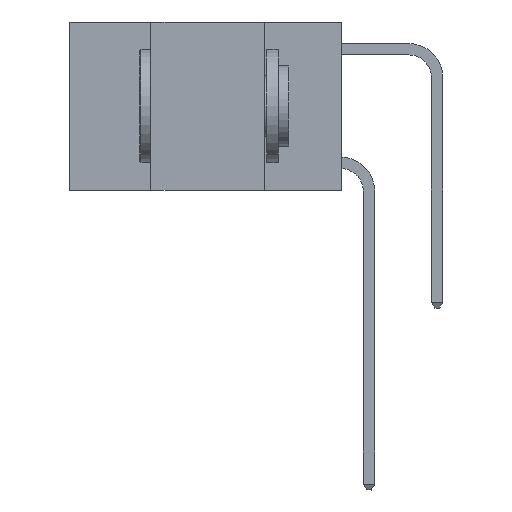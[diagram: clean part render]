
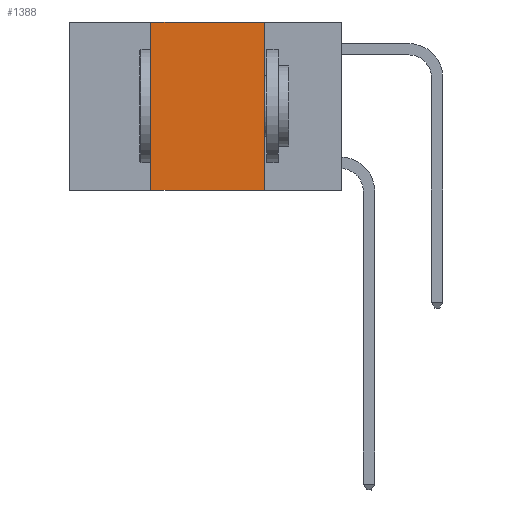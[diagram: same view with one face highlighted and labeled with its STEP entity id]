
A CAD part, left-side view. The second image highlights one B-rep face of the part: STEP entity #1388.
In plain terms, the highlighted planar face has unit normal (-1, 0, 0).
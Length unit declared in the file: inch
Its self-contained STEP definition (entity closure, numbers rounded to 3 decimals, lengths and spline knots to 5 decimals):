
#598 = VERTEX_POINT ( 'NONE', #9169 ) ;
#663 = ORIENTED_EDGE ( 'NONE', *, *, #9936, .F. ) ;
#957 = DIRECTION ( 'NONE',  ( 0., 0., -1. ) ) ;
#1164 = VECTOR ( 'NONE', #6727, 39.37008 ) ;
#1231 = LINE ( 'NONE', #6496, #4087 ) ;
#1371 = DIRECTION ( 'NONE',  ( 0., -1., 0. ) ) ;
#1388 = ADVANCED_FACE ( 'NONE', ( #3799 ), #8207, .F. ) ;
#1537 = EDGE_CURVE ( 'NONE', #5252, #598, #15615, .T. ) ;
#1697 = LINE ( 'NONE', #8248, #8591 ) ;
#2646 = CARTESIAN_POINT ( 'NONE',  ( 0., 0.42, -0.37 ) ) ;
#3679 = ORIENTED_EDGE ( 'NONE', *, *, #16000, .T. ) ;
#3799 = FACE_OUTER_BOUND ( 'NONE', #15723, .T. ) ;
#3934 = ORIENTED_EDGE ( 'NONE', *, *, #1537, .F. ) ;
#4087 = VECTOR ( 'NONE', #957, 39.37008 ) ;
#4140 = CARTESIAN_POINT ( 'NONE',  ( 0., 0.6, 0. ) ) ;
#5252 = VERTEX_POINT ( 'NONE', #2646 ) ;
#5291 = EDGE_CURVE ( 'NONE', #598, #11057, #1697, .T. ) ;
#5897 = CARTESIAN_POINT ( 'NONE',  ( 0., 0.6, -0.37 ) ) ;
#6022 = VERTEX_POINT ( 'NONE', #15182 ) ;
#6496 = CARTESIAN_POINT ( 'NONE',  ( 0., 0.17, 0. ) ) ;
#6727 = DIRECTION ( 'NONE',  ( 0., 0., 1. ) ) ;
#7482 = AXIS2_PLACEMENT_3D ( 'NONE', #4140, #8906, #8411 ) ;
#8207 = PLANE ( 'NONE',  #7482 ) ;
#8242 = ORIENTED_EDGE ( 'NONE', *, *, #5291, .F. ) ;
#8248 = CARTESIAN_POINT ( 'NONE',  ( 0., 0.6, 0. ) ) ;
#8411 = DIRECTION ( 'NONE',  ( 0., 0., -1. ) ) ;
#8435 = VECTOR ( 'NONE', #9928, 39.37008 ) ;
#8591 = VECTOR ( 'NONE', #1371, 39.37008 ) ;
#8906 = DIRECTION ( 'NONE',  ( 1., 0., 0. ) ) ;
#9169 = CARTESIAN_POINT ( 'NONE',  ( 0., 0.42, 0. ) ) ;
#9259 = LINE ( 'NONE', #5897, #8435 ) ;
#9928 = DIRECTION ( 'NONE',  ( 0., -1., 0. ) ) ;
#9936 = EDGE_CURVE ( 'NONE', #11057, #6022, #1231, .T. ) ;
#11057 = VERTEX_POINT ( 'NONE', #16047 ) ;
#12308 = CARTESIAN_POINT ( 'NONE',  ( 0., 0.42, 0. ) ) ;
#15182 = CARTESIAN_POINT ( 'NONE',  ( 0., 0.17, -0.37 ) ) ;
#15615 = LINE ( 'NONE', #12308, #1164 ) ;
#15723 = EDGE_LOOP ( 'NONE', ( #663, #8242, #3934, #3679 ) ) ;
#16000 = EDGE_CURVE ( 'NONE', #5252, #6022, #9259, .T. ) ;
#16047 = CARTESIAN_POINT ( 'NONE',  ( 0., 0.17, 0. ) ) ;
